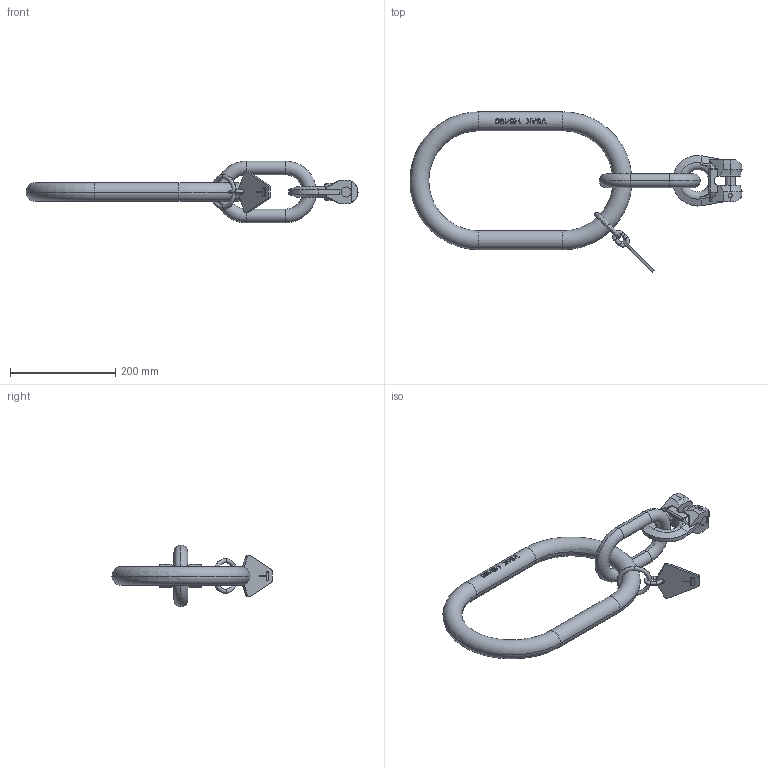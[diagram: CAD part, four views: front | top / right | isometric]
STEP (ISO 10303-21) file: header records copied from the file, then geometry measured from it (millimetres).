
FILE_DESCRIPTION((''),'2;1');
FILE_NAME('001-M31566-P-13_ASM','2004-10-20T',('Haas'),(''),'PRO/ENGINEER BY PARAMETRIC TECHNOLOGY CORPORATION, 2003450','PRO/ENGINEER BY PARAMETRIC TECHNOLOGY CORPORATION, 2003450','');
FILE_SCHEMA(('CONFIG_CONTROL_DESIGN'));
Length unit declared in the file: millimetre
Products named in the file (8): 001-M31566-P-13_AF0; 001-M31132-P-5; 001-M31128-V03; 001-M31161-P-1; 001-M31129-P-2; 001-M31161-P-1_ASM; 001-M31493-P-1; 001-M31566-P-13_ASM
Assembly tree (7 placements, depth 3):
  001-M31566-P-13_ASM
    001-M31566-P-13_AF0
    001-M31132-P-5
    001-M31128-V03
    001-M31161-P-1_ASM
      001-M31161-P-1
      001-M31129-P-2
    001-M31493-P-1
Bounding box: 630.91 x 304.59 x 117 mm (x, y, z)
Volume: 1517766.4 mm3; surface area: 199676.5 mm2
Topology: 6 solids, 6 shells, 475 faces, 1273 edges, 823 vertices
Faces by surface type: plane 368, cylinder 69, torus 20, bspline 12, sphere 4, cone 2
Entity records: 15675 total; most frequent: CARTESIAN_POINT 4059, ORIENTED_EDGE 2546, DIRECTION 2111, EDGE_CURVE 1273, VECTOR 837, LINE 837, VERTEX_POINT 823, AXIS2_PLACEMENT_3D 637
